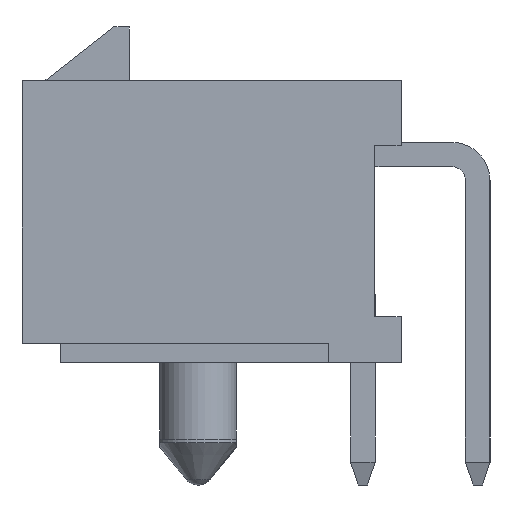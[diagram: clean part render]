
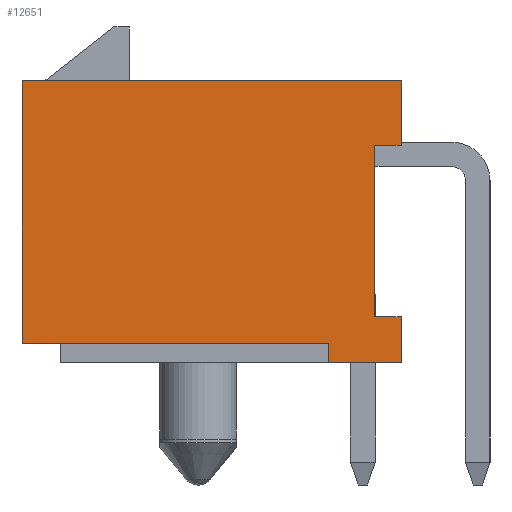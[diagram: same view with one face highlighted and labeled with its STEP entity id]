
A CAD part, left-side view. The second image highlights one B-rep face of the part: STEP entity #12651.
In plain terms, the highlighted planar face has unit normal (-1, 0, 0).
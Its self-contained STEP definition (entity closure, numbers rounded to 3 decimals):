
#1238=ORIENTED_EDGE('',*,*,#3525,.F.);
#1239=ORIENTED_EDGE('',*,*,#3357,.T.);
#1240=ORIENTED_EDGE('',*,*,#3600,.T.);
#1241=ORIENTED_EDGE('',*,*,#3601,.T.);
#1242=ORIENTED_EDGE('',*,*,#3602,.T.);
#1243=ORIENTED_EDGE('',*,*,#3603,.T.);
#1244=ORIENTED_EDGE('',*,*,#3604,.T.);
#1245=ORIENTED_EDGE('',*,*,#3413,.F.);
#1246=ORIENTED_EDGE('',*,*,#3408,.T.);
#1247=ORIENTED_EDGE('',*,*,#3605,.T.);
#3357=EDGE_CURVE('',#4561,#4560,#5456,.T.);
#3408=EDGE_CURVE('',#4599,#4601,#5507,.T.);
#3413=EDGE_CURVE('',#4599,#4604,#5512,.T.);
#3525=EDGE_CURVE('',#4561,#4681,#5615,.T.);
#3600=EDGE_CURVE('',#4560,#4736,#5690,.T.);
#3601=EDGE_CURVE('',#4736,#4737,#5691,.T.);
#3602=EDGE_CURVE('',#4737,#4738,#5692,.T.);
#3603=EDGE_CURVE('',#4738,#4739,#5693,.T.);
#3604=EDGE_CURVE('',#4739,#4604,#5694,.T.);
#3605=EDGE_CURVE('',#4601,#4681,#5695,.T.);
#4560=VERTEX_POINT('',#17091);
#4561=VERTEX_POINT('',#17093);
#4599=VERTEX_POINT('',#17194);
#4601=VERTEX_POINT('',#17198);
#4604=VERTEX_POINT('',#17208);
#4681=VERTEX_POINT('',#17426);
#4736=VERTEX_POINT('',#17584);
#4737=VERTEX_POINT('',#17586);
#4738=VERTEX_POINT('',#17588);
#4739=VERTEX_POINT('',#17590);
#5456=LINE('',#17092,#6676);
#5507=LINE('',#17199,#6727);
#5512=LINE('',#17209,#6732);
#5615=LINE('',#17432,#6835);
#5690=LINE('',#17583,#6910);
#5691=LINE('',#17585,#6911);
#5692=LINE('',#17587,#6912);
#5693=LINE('',#17589,#6913);
#5694=LINE('',#17591,#6914);
#5695=LINE('',#17592,#6915);
#6676=VECTOR('',#14449,1000.);
#6727=VECTOR('',#14530,1000.);
#6732=VECTOR('',#14539,1000.);
#6835=VECTOR('',#14710,1000.);
#6910=VECTOR('',#14831,1000.);
#6911=VECTOR('',#14832,1000.);
#6912=VECTOR('',#14833,1000.);
#6913=VECTOR('',#14834,1000.);
#6914=VECTOR('',#14835,1000.);
#6915=VECTOR('',#14836,1000.);
#7642=EDGE_LOOP('',(#1238,#1239,#1240,#1241,#1242,#1243,#1244,#1245,#1246,
#1247));
#8168=FACE_BOUND('',#7642,.T.);
#8660=PLANE('',#13223);
#12651=ADVANCED_FACE('',(#8168),#8660,.T.);
#13223=AXIS2_PLACEMENT_3D('',#17582,#14829,#14830);
#14449=DIRECTION('',(0.,-1.,0.));
#14530=DIRECTION('',(0.,0.,-1.));
#14539=DIRECTION('',(0.,-1.,0.));
#14710=DIRECTION('',(0.,0.,-1.));
#14829=DIRECTION('',(-1.,0.,0.));
#14830=DIRECTION('',(0.,0.,1.));
#14831=DIRECTION('',(0.,0.,-1.));
#14832=DIRECTION('',(0.,-1.,0.));
#14833=DIRECTION('',(0.,0.,1.));
#14834=DIRECTION('',(0.,1.,0.));
#14835=DIRECTION('',(0.,0.,-1.));
#14836=DIRECTION('',(0.,-1.,0.));
#17091=CARTESIAN_POINT('',(-9.35,-1.73,-4.25));
#17092=CARTESIAN_POINT('',(-9.35,2.73,-4.25));
#17093=CARTESIAN_POINT('',(-9.35,2.73,-4.25));
#17194=CARTESIAN_POINT('',(-9.35,3.93,-3.05));
#17198=CARTESIAN_POINT('',(-9.35,3.93,-4.95));
#17199=CARTESIAN_POINT('',(-9.35,3.93,-3.05));
#17208=CARTESIAN_POINT('',(-9.35,3.43,-3.05));
#17209=CARTESIAN_POINT('',(-9.35,3.93,-3.05));
#17426=CARTESIAN_POINT('',(-9.35,2.73,-4.95));
#17432=CARTESIAN_POINT('',(-9.35,2.73,-3.95));
#17582=CARTESIAN_POINT('',(-9.35,0.,0.));
#17583=CARTESIAN_POINT('',(-9.35,-1.73,-3.95));
#17584=CARTESIAN_POINT('',(-9.35,-1.73,-4.95));
#17585=CARTESIAN_POINT('',(-9.35,3.43,-4.95));
#17586=CARTESIAN_POINT('',(-9.35,-3.43,-4.95));
#17587=CARTESIAN_POINT('',(-9.35,-3.43,-4.95));
#17588=CARTESIAN_POINT('',(-9.35,-3.43,4.95));
#17589=CARTESIAN_POINT('',(-9.35,-3.43,4.95));
#17590=CARTESIAN_POINT('',(-9.35,3.43,4.95));
#17591=CARTESIAN_POINT('',(-9.35,3.43,4.95));
#17592=CARTESIAN_POINT('',(-9.35,3.43,-4.95));
